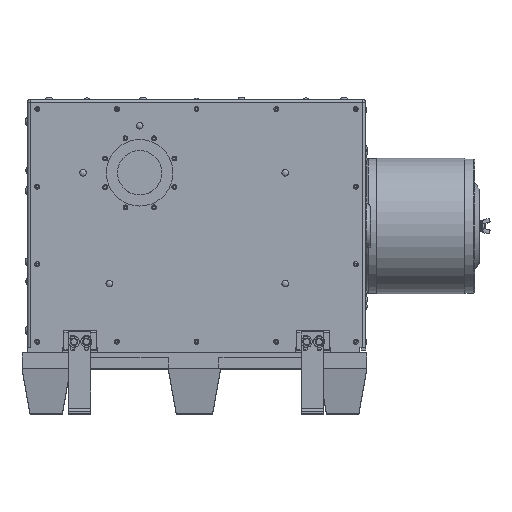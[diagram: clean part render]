
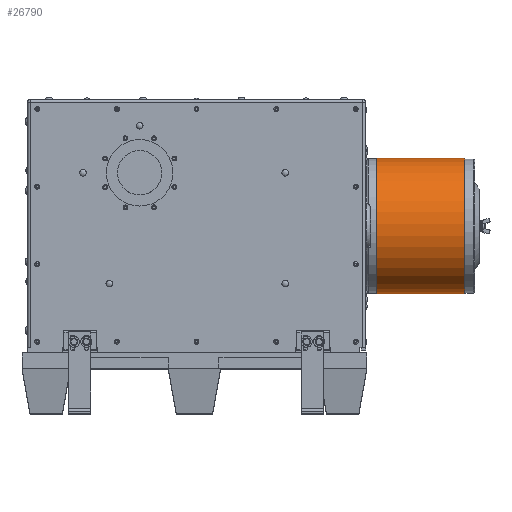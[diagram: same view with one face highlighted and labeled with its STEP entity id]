
A CAD part, top view. The second image highlights one B-rep face of the part: STEP entity #26790.
In plain terms, the highlighted cylindrical face has radius 155.448 mm (diameter 310.896 mm), a full revolution.
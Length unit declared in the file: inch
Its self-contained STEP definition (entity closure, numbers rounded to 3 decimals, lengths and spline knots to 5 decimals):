
#6842=FACE_BOUND('',#9121,.T.);
#7390=FACE_OUTER_BOUND('',#9120,.T.);
#9120=EDGE_LOOP('',(#18947));
#9121=EDGE_LOOP('',(#18948));
#11230=CIRCLE('',#28442,6.12);
#11323=CIRCLE('',#28602,6.12);
#12275=VERTEX_POINT('',#38584);
#12376=VERTEX_POINT('',#41469);
#14796=EDGE_CURVE('',#12275,#12275,#11230,.T.);
#14951=EDGE_CURVE('',#12376,#12376,#11323,.T.);
#18947=ORIENTED_EDGE('',*,*,#14796,.F.);
#18948=ORIENTED_EDGE('',*,*,#14951,.F.);
#26395=CYLINDRICAL_SURFACE('',#28601,6.12);
#26790=ADVANCED_FACE('',(#7390,#6842),#26395,.T.);
#28442=AXIS2_PLACEMENT_3D('',#38585,#31134,#31135);
#28601=AXIS2_PLACEMENT_3D('',#41468,#31482,#31483);
#28602=AXIS2_PLACEMENT_3D('',#41470,#31484,#31485);
#31134=DIRECTION('center_axis',(1.,0.,0.));
#31135=DIRECTION('ref_axis',(0.,0.882,0.47));
#31482=DIRECTION('center_axis',(1.,0.,0.));
#31483=DIRECTION('ref_axis',(0.,0.882,0.47));
#31484=DIRECTION('center_axis',(-1.,0.,0.));
#31485=DIRECTION('ref_axis',(0.,0.882,0.47));
#38584=CARTESIAN_POINT('',(-23.64751,0.61905,-60.34294));
#38585=CARTESIAN_POINT('Origin',(-23.64751,6.0198,-57.46435));
#41468=CARTESIAN_POINT('Origin',(-31.64751,6.0198,-57.46435));
#41469=CARTESIAN_POINT('',(-31.64751,0.61905,-60.34294));
#41470=CARTESIAN_POINT('Origin',(-31.64751,6.0198,-57.46435));
